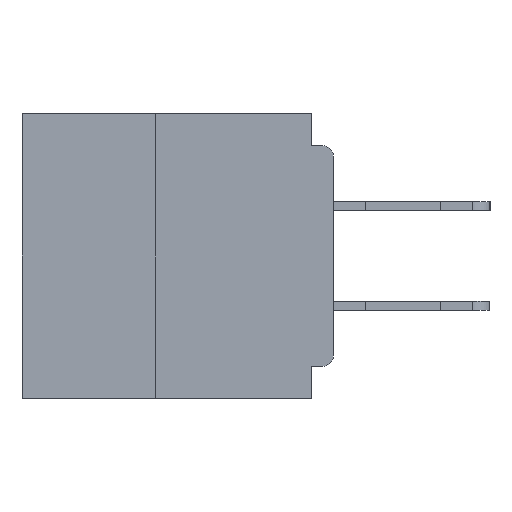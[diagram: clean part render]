
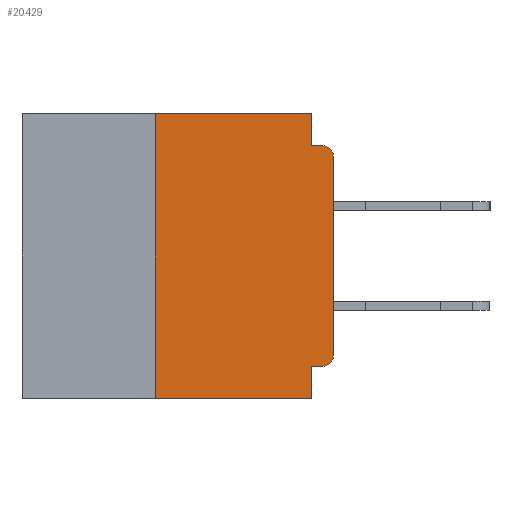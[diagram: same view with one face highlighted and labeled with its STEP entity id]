
A CAD part, left-side view. The second image highlights one B-rep face of the part: STEP entity #20429.
In plain terms, the highlighted planar face has unit normal (-1, 0, 0).
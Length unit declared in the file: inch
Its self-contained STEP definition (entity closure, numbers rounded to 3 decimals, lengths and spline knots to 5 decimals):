
#6 = VECTOR ( 'NONE', #18961, 39.37008 ) ;
#278 = ORIENTED_EDGE ( 'NONE', *, *, #33936, .T. ) ;
#1488 = ORIENTED_EDGE ( 'NONE', *, *, #53926, .F. ) ;
#1552 = VECTOR ( 'NONE', #12797, 39.37008 ) ;
#2089 = LINE ( 'NONE', #7486, #23534 ) ;
#3792 = VERTEX_POINT ( 'NONE', #5582 ) ;
#5582 = CARTESIAN_POINT ( 'NONE',  ( 0., 0.015, -0.355 ) ) ;
#5723 = VERTEX_POINT ( 'NONE', #23537 ) ;
#6376 = EDGE_CURVE ( 'NONE', #3792, #54734, #19236, .T. ) ;
#6401 = CARTESIAN_POINT ( 'NONE',  ( 0., 0.015, -0.045 ) ) ;
#7486 = CARTESIAN_POINT ( 'NONE',  ( 0., 0., 0. ) ) ;
#7656 = VECTOR ( 'NONE', #54779, 39.37008 ) ;
#7992 = LINE ( 'NONE', #44337, #40726 ) ;
#8510 = EDGE_LOOP ( 'NONE', ( #278, #41987, #21049, #1488, #34730, #12201, #26407, #14711, #52498, #15621 ) ) ;
#8514 = VERTEX_POINT ( 'NONE', #28675 ) ;
#8842 = CARTESIAN_POINT ( 'NONE',  ( 0., 0.015, -0.06 ) ) ;
#9660 = CARTESIAN_POINT ( 'NONE',  ( 0., 0.015, -0.34 ) ) ;
#10769 = LINE ( 'NONE', #19197, #42130 ) ;
#11054 = EDGE_CURVE ( 'NONE', #52699, #13227, #38126, .T. ) ;
#12164 = CARTESIAN_POINT ( 'NONE',  ( 0., 0., -0.34 ) ) ;
#12201 = ORIENTED_EDGE ( 'NONE', *, *, #18132, .F. ) ;
#12329 = CARTESIAN_POINT ( 'NONE',  ( 0., 0.031, -0.4 ) ) ;
#12411 = CARTESIAN_POINT ( 'NONE',  ( 0., 0.031, 0. ) ) ;
#12797 = DIRECTION ( 'NONE',  ( 0., -1., 0. ) ) ;
#13106 = DIRECTION ( 'NONE',  ( 0., 0., -1. ) ) ;
#13227 = VERTEX_POINT ( 'NONE', #6401 ) ;
#13760 = CARTESIAN_POINT ( 'NONE',  ( 0., 0.25, -0.4 ) ) ;
#13934 = DIRECTION ( 'NONE',  ( 0., 0., -1. ) ) ;
#14711 = ORIENTED_EDGE ( 'NONE', *, *, #20822, .F. ) ;
#15621 = ORIENTED_EDGE ( 'NONE', *, *, #6376, .T. ) ;
#17995 = EDGE_CURVE ( 'NONE', #39191, #35975, #37455, .T. ) ;
#18132 = EDGE_CURVE ( 'NONE', #38690, #39191, #10769, .T. ) ;
#18409 = CARTESIAN_POINT ( 'NONE',  ( 0., 0.437, 0. ) ) ;
#18961 = DIRECTION ( 'NONE',  ( 0., -1., 0. ) ) ;
#19055 = LINE ( 'NONE', #12329, #7656 ) ;
#19197 = CARTESIAN_POINT ( 'NONE',  ( 0., 0.25, -0.4 ) ) ;
#19236 = CIRCLE ( 'NONE', #26206, 0.015 ) ;
#20429 = ADVANCED_FACE ( 'NONE', ( #35916 ), #43893, .F. ) ;
#20822 = EDGE_CURVE ( 'NONE', #8514, #5723, #19055, .T. ) ;
#21049 = ORIENTED_EDGE ( 'NONE', *, *, #11054, .F. ) ;
#22675 = DIRECTION ( 'NONE',  ( 0., 0., -1. ) ) ;
#22785 = AXIS2_PLACEMENT_3D ( 'NONE', #18409, #48170, #22675 ) ;
#23293 = CARTESIAN_POINT ( 'NONE',  ( 0., 0.031, 0. ) ) ;
#23534 = VECTOR ( 'NONE', #41637, 39.37008 ) ;
#23537 = CARTESIAN_POINT ( 'NONE',  ( 0., 0.031, -0.4 ) ) ;
#23571 = EDGE_CURVE ( 'NONE', #41505, #13227, #31431, .T. ) ;
#26139 = VECTOR ( 'NONE', #35380, 39.37008 ) ;
#26206 = AXIS2_PLACEMENT_3D ( 'NONE', #9660, #39473, #13934 ) ;
#26407 = ORIENTED_EDGE ( 'NONE', *, *, #32794, .T. ) ;
#28675 = CARTESIAN_POINT ( 'NONE',  ( 0., 0.031, -0.355 ) ) ;
#29602 = CARTESIAN_POINT ( 'NONE',  ( 0., 0.25, 0. ) ) ;
#30666 = VECTOR ( 'NONE', #48760, 39.37008 ) ;
#31431 = CIRCLE ( 'NONE', #42786, 0.015 ) ;
#32794 = EDGE_CURVE ( 'NONE', #38690, #5723, #35654, .T. ) ;
#33936 = EDGE_CURVE ( 'NONE', #54734, #41505, #2089, .T. ) ;
#34730 = ORIENTED_EDGE ( 'NONE', *, *, #17995, .F. ) ;
#35380 = DIRECTION ( 'NONE',  ( 0., -1., 0. ) ) ;
#35654 = LINE ( 'NONE', #38184, #1552 ) ;
#35916 = FACE_OUTER_BOUND ( 'NONE', #8510, .T. ) ;
#35975 = VERTEX_POINT ( 'NONE', #12411 ) ;
#37455 = LINE ( 'NONE', #47862, #26139 ) ;
#38126 = LINE ( 'NONE', #44272, #6 ) ;
#38184 = CARTESIAN_POINT ( 'NONE',  ( 0., 0.437, -0.4 ) ) ;
#38664 = DIRECTION ( 'NONE',  ( -1., 0., 0. ) ) ;
#38690 = VERTEX_POINT ( 'NONE', #13760 ) ;
#39191 = VERTEX_POINT ( 'NONE', #29602 ) ;
#39473 = DIRECTION ( 'NONE',  ( -1., 0., 0. ) ) ;
#40419 = DIRECTION ( 'NONE',  ( 0., 0., 1. ) ) ;
#40726 = VECTOR ( 'NONE', #48571, 39.37008 ) ;
#40730 = EDGE_CURVE ( 'NONE', #3792, #8514, #7992, .T. ) ;
#41505 = VERTEX_POINT ( 'NONE', #44465 ) ;
#41637 = DIRECTION ( 'NONE',  ( 0., 0., 1. ) ) ;
#41987 = ORIENTED_EDGE ( 'NONE', *, *, #23571, .T. ) ;
#42130 = VECTOR ( 'NONE', #40419, 39.37008 ) ;
#42786 = AXIS2_PLACEMENT_3D ( 'NONE', #8842, #38664, #13106 ) ;
#43356 = LINE ( 'NONE', #23293, #30666 ) ;
#43893 = PLANE ( 'NONE',  #22785 ) ;
#44272 = CARTESIAN_POINT ( 'NONE',  ( 0., 0., -0.045 ) ) ;
#44337 = CARTESIAN_POINT ( 'NONE',  ( 0., 0., -0.355 ) ) ;
#44465 = CARTESIAN_POINT ( 'NONE',  ( 0., 0., -0.06 ) ) ;
#45699 = CARTESIAN_POINT ( 'NONE',  ( 0., 0.031, -0.045 ) ) ;
#47862 = CARTESIAN_POINT ( 'NONE',  ( 0., 0.437, 0. ) ) ;
#48170 = DIRECTION ( 'NONE',  ( 1., 0., 0. ) ) ;
#48571 = DIRECTION ( 'NONE',  ( 0., 1., 0. ) ) ;
#48760 = DIRECTION ( 'NONE',  ( 0., 0., -1. ) ) ;
#52498 = ORIENTED_EDGE ( 'NONE', *, *, #40730, .F. ) ;
#52699 = VERTEX_POINT ( 'NONE', #45699 ) ;
#53926 = EDGE_CURVE ( 'NONE', #35975, #52699, #43356, .T. ) ;
#54734 = VERTEX_POINT ( 'NONE', #12164 ) ;
#54779 = DIRECTION ( 'NONE',  ( 0., 0., -1. ) ) ;
